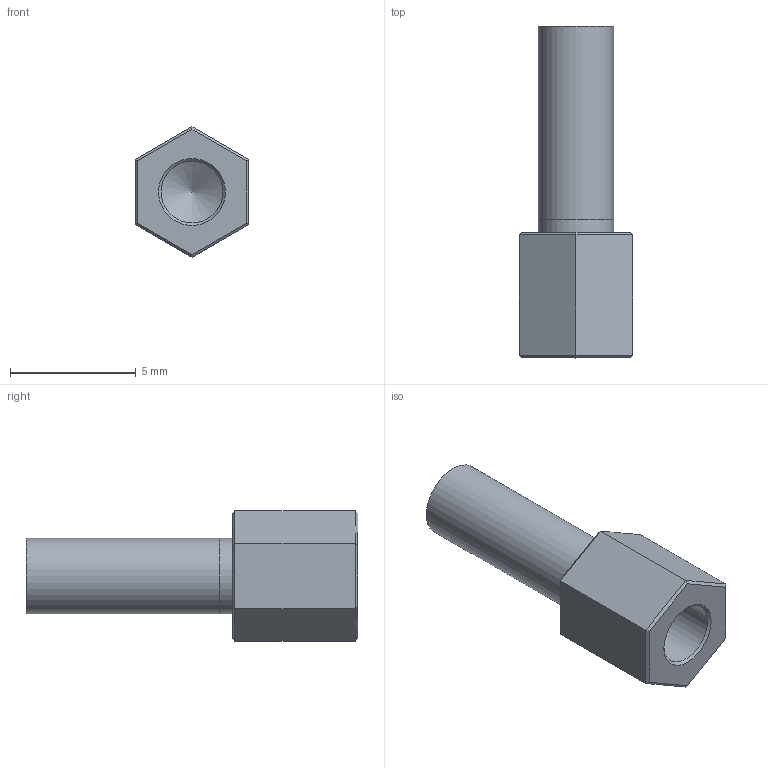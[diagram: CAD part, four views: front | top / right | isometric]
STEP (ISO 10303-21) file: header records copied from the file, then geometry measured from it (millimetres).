
FILE_DESCRIPTION(/* description */ ('Unknown'),/* implementation_level */ '2;1');
FILE_NAME(/* name */ '94513230',/* time_stamp */ '2018-10-31T13:38:28+01:00',/* author */ ('Unknown'),/* organization */ ('Unknown'),/* preprocessor_version */ 'ST-DEVELOPER v16.7',/* originating_system */ 'DEX',/* authorisation */ $);
FILE_SCHEMA (('AUTOMOTIVE_DESIGN {1 0 10303 214 3 1 1}'));
Length unit declared in the file: millimetre
Products named in the file (1): 94513230
Bounding box: 4.5 x 13.2 x 5.2 mm (x, y, z)
Volume: 122.9 mm3; surface area: 223.6 mm2
Topology: 1 solids, 1 shells, 27 faces, 59 edges, 35 vertices
Faces by surface type: plane 21, cylinder 4, cone 2
Full cylindrical faces by diameter (mm): 2.459 x2, 3 x2
Entity records: 867 total; most frequent: DIRECTION 112, CARTESIAN_POINT 109, ORIENTED_EDGE 98, EDGE_CURVE 49, LINE 42, VECTOR 42, FACE_BOUND 35, AXIS2_PLACEMENT_3D 35
